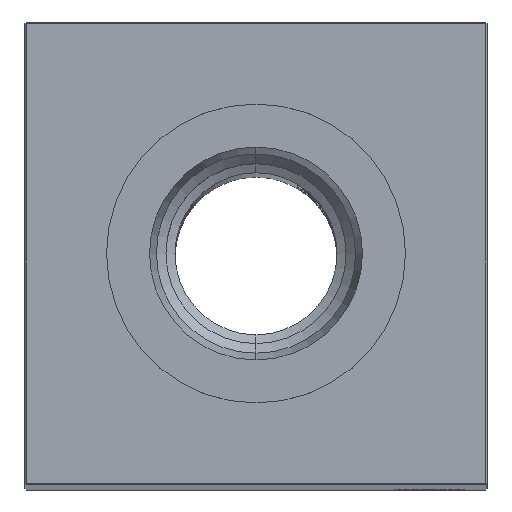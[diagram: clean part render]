
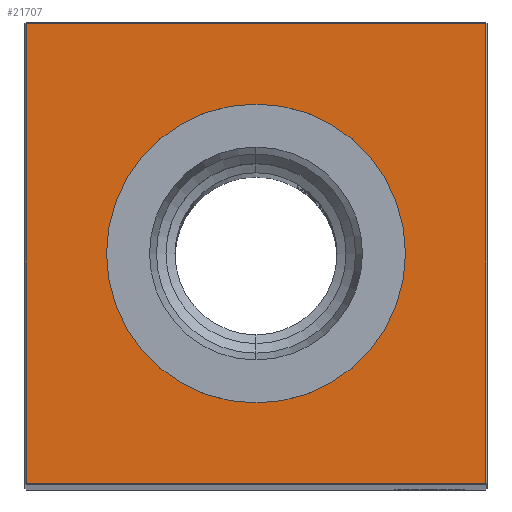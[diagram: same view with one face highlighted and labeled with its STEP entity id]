
A CAD part, top view. The second image highlights one B-rep face of the part: STEP entity #21707.
In plain terms, the highlighted planar face has unit normal (0, 0, 1).
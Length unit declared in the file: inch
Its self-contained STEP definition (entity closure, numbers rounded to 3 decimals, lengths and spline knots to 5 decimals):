
#566 = AXIS2_PLACEMENT_3D ( 'NONE', #6648, #16848, #12499 ) ;
#683 = PLANE ( 'NONE',  #8287 ) ;
#723 = LINE ( 'NONE', #9028, #19909 ) ;
#1212 = FACE_OUTER_BOUND ( 'NONE', #9721, .T. ) ;
#1802 = EDGE_CURVE ( 'NONE', #7728, #20349, #723, .T. ) ;
#2345 = CARTESIAN_POINT ( 'NONE',  ( 1.24, 1.24, 15.5 ) ) ;
#2506 = VECTOR ( 'NONE', #2591, 39.37008 ) ;
#2591 = DIRECTION ( 'NONE',  ( 1., 0., 0. ) ) ;
#3741 = ORIENTED_EDGE ( 'NONE', *, *, #11690, .T. ) ;
#4429 = DIRECTION ( 'NONE',  ( 0., 1., 0. ) ) ;
#4449 = EDGE_LOOP ( 'NONE', ( #3741, #18711 ) ) ;
#4633 = CARTESIAN_POINT ( 'NONE',  ( 0., -1.24, 15.5 ) ) ;
#5395 = DIRECTION ( 'NONE',  ( 0., 0., -1. ) ) ;
#5829 = EDGE_CURVE ( 'NONE', #7345, #15197, #23177, .T. ) ;
#6213 = LINE ( 'NONE', #20617, #18866 ) ;
#6648 = CARTESIAN_POINT ( 'NONE',  ( 0., 0., 15.5 ) ) ;
#7345 = VERTEX_POINT ( 'NONE', #16367 ) ;
#7728 = VERTEX_POINT ( 'NONE', #19013 ) ;
#7785 = ORIENTED_EDGE ( 'NONE', *, *, #1802, .T. ) ;
#8150 = EDGE_CURVE ( 'NONE', #20352, #10438, #6213, .T. ) ;
#8287 = AXIS2_PLACEMENT_3D ( 'NONE', #9527, #21515, #17829 ) ;
#8664 = CARTESIAN_POINT ( 'NONE',  ( 0., 1.24, 15.5 ) ) ;
#9028 = CARTESIAN_POINT ( 'NONE',  ( -1.24, 0., 15.5 ) ) ;
#9527 = CARTESIAN_POINT ( 'NONE',  ( 0., 0., 15.5 ) ) ;
#9557 = CARTESIAN_POINT ( 'NONE',  ( -1.24, -1.24, 15.5 ) ) ;
#9721 = EDGE_LOOP ( 'NONE', ( #7785, #24852, #25691, #12131 ) ) ;
#10359 = LINE ( 'NONE', #4633, #2506 ) ;
#10438 = VERTEX_POINT ( 'NONE', #2345 ) ;
#11690 = EDGE_CURVE ( 'NONE', #15197, #7345, #17725, .T. ) ;
#12119 = EDGE_CURVE ( 'NONE', #20349, #20352, #10359, .T. ) ;
#12131 = ORIENTED_EDGE ( 'NONE', *, *, #20853, .T. ) ;
#12499 = DIRECTION ( 'NONE',  ( -1., 0., 0. ) ) ;
#14275 = AXIS2_PLACEMENT_3D ( 'NONE', #16025, #5395, #17905 ) ;
#15197 = VERTEX_POINT ( 'NONE', #19509 ) ;
#16025 = CARTESIAN_POINT ( 'NONE',  ( 0., 0., 15.5 ) ) ;
#16367 = CARTESIAN_POINT ( 'NONE',  ( 0., -0.80709, 15.5 ) ) ;
#16848 = DIRECTION ( 'NONE',  ( 0., 0., -1. ) ) ;
#17697 = FACE_BOUND ( 'NONE', #4449, .T. ) ;
#17725 = CIRCLE ( 'NONE', #14275, 0.80709 ) ;
#17829 = DIRECTION ( 'NONE',  ( -1., 0., 0. ) ) ;
#17905 = DIRECTION ( 'NONE',  ( -1., 0., 0. ) ) ;
#18395 = DIRECTION ( 'NONE',  ( 0., -1., 0. ) ) ;
#18711 = ORIENTED_EDGE ( 'NONE', *, *, #5829, .T. ) ;
#18866 = VECTOR ( 'NONE', #4429, 39.37008 ) ;
#19013 = CARTESIAN_POINT ( 'NONE',  ( -1.24, 1.24, 15.5 ) ) ;
#19509 = CARTESIAN_POINT ( 'NONE',  ( 0., 0.80709, 15.5 ) ) ;
#19909 = VECTOR ( 'NONE', #18395, 39.37008 ) ;
#20349 = VERTEX_POINT ( 'NONE', #9557 ) ;
#20352 = VERTEX_POINT ( 'NONE', #21548 ) ;
#20617 = CARTESIAN_POINT ( 'NONE',  ( 1.24, 0., 15.5 ) ) ;
#20853 = EDGE_CURVE ( 'NONE', #10438, #7728, #25527, .T. ) ;
#21515 = DIRECTION ( 'NONE',  ( 0., 0., -1. ) ) ;
#21548 = CARTESIAN_POINT ( 'NONE',  ( 1.24, -1.24, 15.5 ) ) ;
#21707 = ADVANCED_FACE ( 'NONE', ( #1212, #17697 ), #683, .F. ) ;
#23177 = CIRCLE ( 'NONE', #566, 0.80709 ) ;
#23220 = DIRECTION ( 'NONE',  ( -1., 0., 0. ) ) ;
#23891 = VECTOR ( 'NONE', #23220, 39.37008 ) ;
#24852 = ORIENTED_EDGE ( 'NONE', *, *, #12119, .T. ) ;
#25527 = LINE ( 'NONE', #8664, #23891 ) ;
#25691 = ORIENTED_EDGE ( 'NONE', *, *, #8150, .T. ) ;
